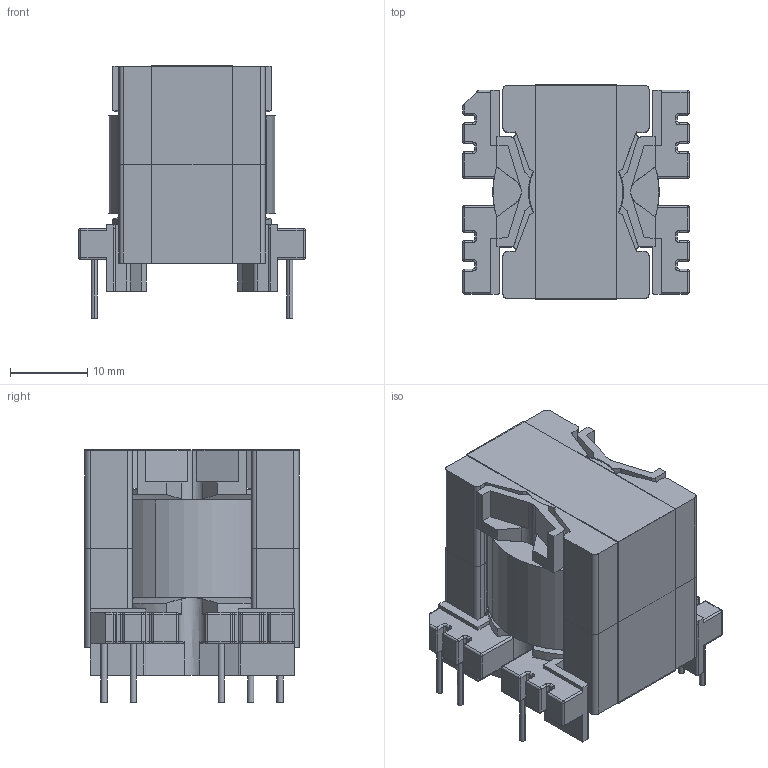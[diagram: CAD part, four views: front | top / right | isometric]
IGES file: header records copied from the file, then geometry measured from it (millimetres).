
Start section: SolidWorks IGES file using analytic representation for surfaces
Global section: file name: PQ2625_5102_MP3-5-6-9-10.IGS; native system: SolidWorks 2017; preprocessor: SolidWorks 2017; author: e.wtnpm; date: 210714.081818; units: inch
Bounding box: 29.39 x 27.91 x 32.76 mm (x, y, z)
Surface area: 13400.4 mm2 (no closed solid volume)
Topology: 0 solids, 0 shells, 529 faces, 3870 edges, 3866 vertices
Faces by surface type: bspline 294, revolution 235
